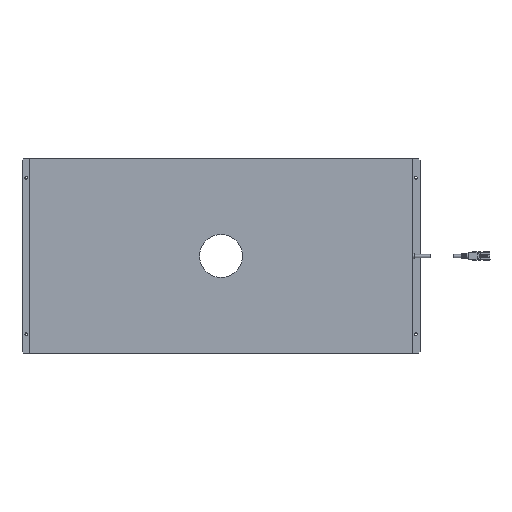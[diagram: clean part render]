
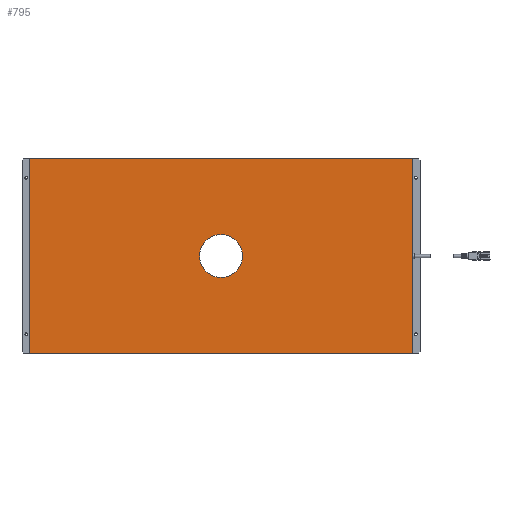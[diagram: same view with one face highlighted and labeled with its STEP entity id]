
A CAD part, top view. The second image highlights one B-rep face of the part: STEP entity #795.
In plain terms, the highlighted planar face has unit normal (0, 0, 1).
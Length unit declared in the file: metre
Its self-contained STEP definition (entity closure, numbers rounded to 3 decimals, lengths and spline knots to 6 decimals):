
#795=ADVANCED_FACE('0:172',(#2151,#2152),#2153,.T.);
#2151=FACE_OUTER_BOUND('',#3938,.T.);
#2152=FACE_BOUND('',#3939,.T.);
#2153=PLANE('',#3940);
#3938=EDGE_LOOP('',(#7170,#7171,#7172,#7173));
#3939=EDGE_LOOP('',(#7174));
#3940=AXIS2_PLACEMENT_3D('',#7175,#7176,#7177);
#7170=ORIENTED_EDGE('',*,*,#9497,.T.);
#7171=ORIENTED_EDGE('',*,*,#9398,.F.);
#7172=ORIENTED_EDGE('',*,*,#9494,.T.);
#7173=ORIENTED_EDGE('',*,*,#9498,.T.);
#7174=ORIENTED_EDGE('',*,*,#9326,.F.);
#7175=CARTESIAN_POINT('',(0.0,0.,0.03));
#7176=DIRECTION('',(0.0,0.,1.0));
#7177=DIRECTION('',(1.0,0.0,0.0));
#9326=EDGE_CURVE('1:83',#9751,#9751,#9752,.T.);
#9398=EDGE_CURVE('0:604',#9872,#9875,#9876,.T.);
#9494=EDGE_CURVE('0:664',#9872,#10003,#10006,.T.);
#9497=EDGE_CURVE('0:661',#10009,#9875,#10010,.T.);
#9498=EDGE_CURVE('0:667',#10003,#10009,#10011,.T.);
#9751=VERTEX_POINT('',#10296);
#9752=CIRCLE('',#10297,0.0275);
#9872=VERTEX_POINT('',#10469);
#9875=VERTEX_POINT('',#10473);
#9876=LINE('',#10474,#10475);
#10003=VERTEX_POINT('',#10664);
#10006=LINE('',#10668,#10669);
#10009=VERTEX_POINT('',#10673);
#10010=LINE('',#10674,#10675);
#10011=LINE('',#10676,#10677);
#10296=CARTESIAN_POINT('',(0.0275,0.,0.03));
#10297=AXIS2_PLACEMENT_3D('',#10975,#10976,#10977);
#10469=CARTESIAN_POINT('',(-0.2445,-0.1245,0.03));
#10473=CARTESIAN_POINT('',(-0.2445,0.1245,0.03));
#10474=CARTESIAN_POINT('',(-0.2445,-0.1245,0.03));
#10475=VECTOR('',#11043,1.0);
#10664=CARTESIAN_POINT('',(0.2445,-0.1245,0.03));
#10668=CARTESIAN_POINT('',(-0.2445,-0.1245,0.03));
#10669=VECTOR('',#11113,1.0);
#10673=CARTESIAN_POINT('',(0.2445,0.1245,0.03));
#10674=CARTESIAN_POINT('',(0.2445,0.1245,0.03));
#10675=VECTOR('',#11115,1.0);
#10676=CARTESIAN_POINT('',(0.2445,-0.1245,0.03));
#10677=VECTOR('',#11116,1.0);
#10975=CARTESIAN_POINT('',(0.0,0.,0.03));
#10976=DIRECTION('',(0.0,0.,1.0));
#10977=DIRECTION('',(1.0,0.,0.));
#11043=DIRECTION('',(0.0,1.0,0.));
#11113=DIRECTION('',(1.0,0.0,0.0));
#11115=DIRECTION('',(-1.0,-0.0,0.0));
#11116=DIRECTION('',(0.0,1.0,0.));
